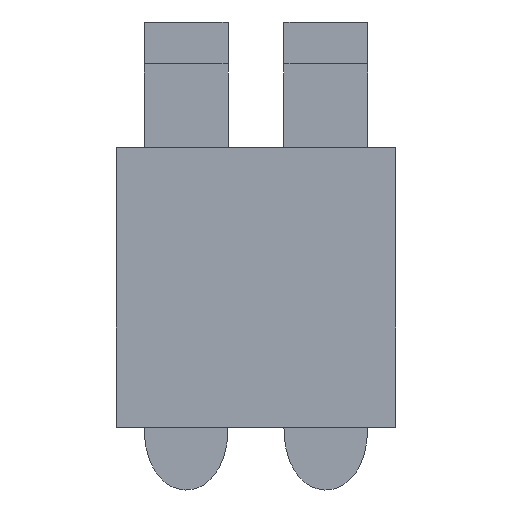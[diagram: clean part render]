
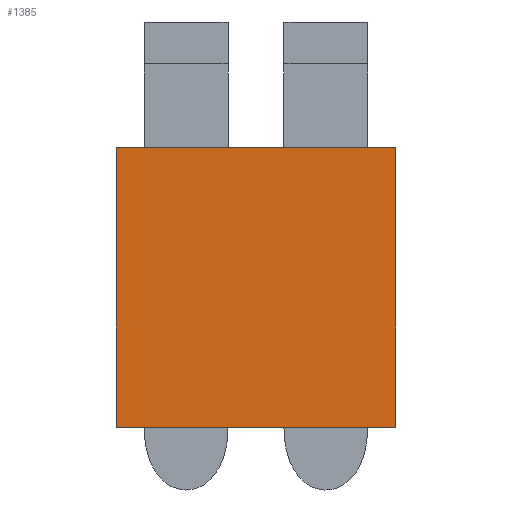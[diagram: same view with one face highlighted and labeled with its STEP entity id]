
A CAD part, front view. The second image highlights one B-rep face of the part: STEP entity #1385.
In plain terms, the highlighted planar face has unit normal (0, -1, 0).
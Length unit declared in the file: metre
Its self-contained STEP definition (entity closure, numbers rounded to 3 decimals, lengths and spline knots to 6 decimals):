
#84 = CARTESIAN_POINT('NONE', (0, 0, -0));
#85 = VERTEX_POINT('NONE', #84);
#86 = CARTESIAN_POINT('NONE', (6.4516, 0, -0));
#87 = VERTEX_POINT('NONE', #86);
#92 = CARTESIAN_POINT('NONE', (6.4516, 0, -6.4516));
#93 = VERTEX_POINT('NONE', #92);
#96 = CARTESIAN_POINT('NONE', (0, 0, -6.4516));
#97 = VERTEX_POINT('NONE', #96);
#408 = DIRECTION('NONE', (1, 0, 0));
#409 = VECTOR('NONE', #408, 1);
#410 = CARTESIAN_POINT('NONE', (0, 0, -0));
#411 = LINE('NONE', #410, #409);
#424 = DIRECTION('NONE', (0, 0, -1));
#425 = VECTOR('NONE', #424, 1);
#426 = CARTESIAN_POINT('NONE', (6.4516, 0, -0));
#427 = LINE('NONE', #426, #425);
#436 = DIRECTION('NONE', (-1, 0, 0));
#437 = VECTOR('NONE', #436, 1);
#438 = CARTESIAN_POINT('NONE', (6.4516, 0, -6.4516));
#439 = LINE('NONE', #438, #437);
#448 = DIRECTION('NONE', (0, 0, 1));
#449 = VECTOR('NONE', #448, 1);
#450 = CARTESIAN_POINT('NONE', (0, 0, -6.4516));
#451 = LINE('NONE', #450, #449);
#708 = EDGE_CURVE('NONE', #85, #87, #411, .T.);
#712 = EDGE_CURVE('NONE', #87, #93, #427, .T.);
#715 = EDGE_CURVE('NONE', #93, #97, #439, .T.);
#718 = EDGE_CURVE('NONE', #97, #85, #451, .T.);
#940 = ORIENTED_EDGE('NONE', *, *, #708, .T.);
#941 = ORIENTED_EDGE('NONE', *, *, #712, .T.);
#942 = ORIENTED_EDGE('NONE', *, *, #715, .T.);
#943 = ORIENTED_EDGE('NONE', *, *, #718, .T.);
#944 = EDGE_LOOP('NONE', (#940, #941, #942, #943));
#1224 = CARTESIAN_POINT('NONE', (0, 0, -0));
#1225 = DIRECTION('NONE', (0, 1, 0));
#1226 = AXIS2_PLACEMENT_3D('NONE', #1224, #1225, $);
#1227 = PLANE('NONE', #1226);
#1384 = FACE_OUTER_BOUND('NONE', #944, .F.);
#1385 = ADVANCED_FACE('NONE', (#1384), #1227, .F.);
